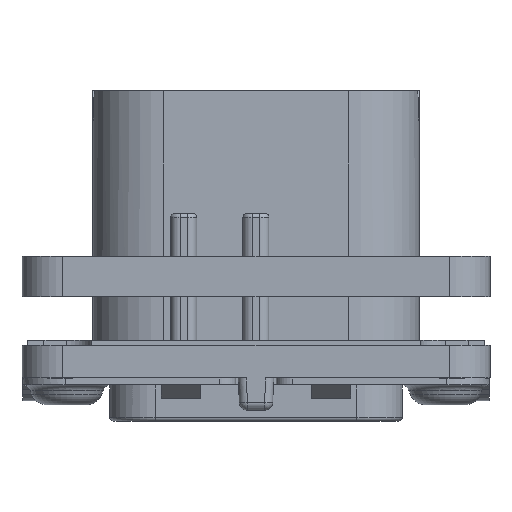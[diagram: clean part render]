
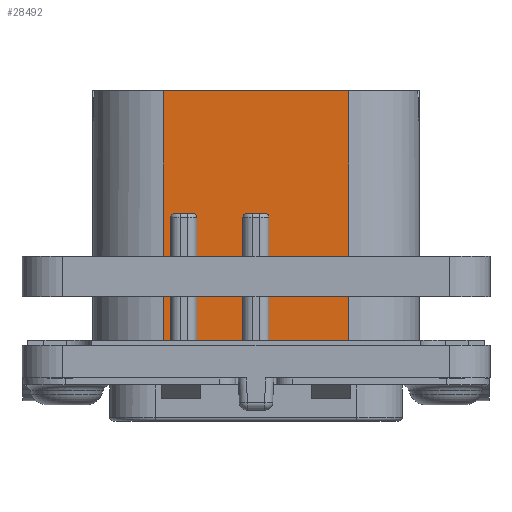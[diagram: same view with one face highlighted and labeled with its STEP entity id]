
A CAD part, front view. The second image highlights one B-rep face of the part: STEP entity #28492.
In plain terms, the highlighted planar face has unit normal (0, -1, 0).
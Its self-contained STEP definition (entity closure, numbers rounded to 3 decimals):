
#1176=DIRECTION('',(1.,0.,0.));
#1177=VECTOR('',#1176,11.4);
#1178=CARTESIAN_POINT('',(-5.7,-9.,17.67));
#1179=LINE('',#1178,#1177);
#5119=DIRECTION('',(1.,0.,0.));
#5120=VECTOR('',#5119,0.45);
#5121=CARTESIAN_POINT('',(-5.7,-9.,2.));
#5122=LINE('',#5121,#5120);
#5131=CARTESIAN_POINT('',(-5.,-9.,9.87));
#5132=DIRECTION('',(0.,1.,0.));
#5133=DIRECTION('',(-1.,0.,0.));
#5134=AXIS2_PLACEMENT_3D('',#5131,#5132,#5133);
#5163=CARTESIAN_POINT('',(-3.9,-9.,9.87));
#5164=DIRECTION('',(0.,1.,0.));
#5165=DIRECTION('',(0.,0.,1.));
#5166=AXIS2_PLACEMENT_3D('',#5163,#5164,#5165);
#5176=DIRECTION('',(0.,0.,1.));
#5177=VECTOR('',#5176,7.87);
#5178=CARTESIAN_POINT('',(0.8,-9.,2.));
#5179=LINE('',#5178,#5177);
#5180=DIRECTION('',(1.,0.,0.));
#5181=VECTOR('',#5180,1.1);
#5182=CARTESIAN_POINT('',(-0.55,-9.,10.12));
#5183=LINE('',#5182,#5181);
#5184=DIRECTION('',(0.,0.,1.));
#5185=VECTOR('',#5184,7.87);
#5186=CARTESIAN_POINT('',(-0.8,-9.,2.));
#5187=LINE('',#5186,#5185);
#5188=DIRECTION('',(0.,0.,1.));
#5189=VECTOR('',#5188,7.87);
#5190=CARTESIAN_POINT('',(-3.65,-9.,2.));
#5191=LINE('',#5190,#5189);
#5192=DIRECTION('',(1.,0.,0.));
#5193=VECTOR('',#5192,1.1);
#5194=CARTESIAN_POINT('',(-5.,-9.,10.12));
#5195=LINE('',#5194,#5193);
#5196=DIRECTION('',(0.,0.,1.));
#5197=VECTOR('',#5196,7.87);
#5198=CARTESIAN_POINT('',(-5.25,-9.,2.));
#5199=LINE('',#5198,#5197);
#5200=DIRECTION('',(0.,0.,-1.));
#5201=VECTOR('',#5200,15.67);
#5202=CARTESIAN_POINT('',(-5.7,-9.,17.67));
#5203=LINE('',#5202,#5201);
#5204=DIRECTION('',(0.,0.,-1.));
#5205=VECTOR('',#5204,15.67);
#5206=CARTESIAN_POINT('',(5.7,-9.,17.67));
#5207=LINE('',#5206,#5205);
#5221=CARTESIAN_POINT('',(0.55,-9.,9.87));
#5222=DIRECTION('',(0.,1.,0.));
#5223=DIRECTION('',(0.,0.,1.));
#5224=AXIS2_PLACEMENT_3D('',#5221,#5222,#5223);
#5263=CARTESIAN_POINT('',(-0.55,-9.,9.87));
#5264=DIRECTION('',(0.,1.,0.));
#5265=DIRECTION('',(-1.,0.,0.));
#5266=AXIS2_PLACEMENT_3D('',#5263,#5264,#5265);
#5354=DIRECTION('',(1.,0.,0.));
#5355=VECTOR('',#5354,4.9);
#5356=CARTESIAN_POINT('',(0.8,-9.,2.));
#5357=LINE('',#5356,#5355);
#11218=DIRECTION('',(1.,0.,0.));
#11219=VECTOR('',#11218,2.85);
#11220=CARTESIAN_POINT('',(-3.65,-9.,2.));
#11221=LINE('',#11220,#11219);
#18162=CARTESIAN_POINT('',(-5.7,-9.,17.67));
#18163=CARTESIAN_POINT('',(-5.7,-9.,2.));
#18164=VERTEX_POINT('',#18162);
#18165=VERTEX_POINT('',#18163);
#18166=CARTESIAN_POINT('',(5.7,-9.,17.67));
#18167=CARTESIAN_POINT('',(5.7,-9.,2.));
#18168=VERTEX_POINT('',#18166);
#18169=VERTEX_POINT('',#18167);
#18324=CARTESIAN_POINT('',(-5.25,-9.,2.));
#18325=VERTEX_POINT('',#18324);
#18326=CARTESIAN_POINT('',(-3.65,-9.,2.));
#18327=CARTESIAN_POINT('',(-0.8,-9.,2.));
#18328=VERTEX_POINT('',#18326);
#18329=VERTEX_POINT('',#18327);
#18330=CARTESIAN_POINT('',(0.8,-9.,2.));
#18331=VERTEX_POINT('',#18330);
#20791=CARTESIAN_POINT('',(-3.65,-9.,9.87));
#20793=VERTEX_POINT('',#20791);
#20795=CARTESIAN_POINT('',(-3.9,-9.,10.12));
#20797=VERTEX_POINT('',#20795);
#20818=CARTESIAN_POINT('',(-5.,-9.,10.12));
#20819=VERTEX_POINT('',#20818);
#20820=CARTESIAN_POINT('',(-5.25,-9.,9.87));
#20821=VERTEX_POINT('',#20820);
#20823=CARTESIAN_POINT('',(0.8,-9.,9.87));
#20825=VERTEX_POINT('',#20823);
#20827=CARTESIAN_POINT('',(0.55,-9.,10.12));
#20829=VERTEX_POINT('',#20827);
#20830=CARTESIAN_POINT('',(-0.55,-9.,10.12));
#20832=VERTEX_POINT('',#20830);
#20834=CARTESIAN_POINT('',(-0.8,-9.,9.87));
#20836=VERTEX_POINT('',#20834);
#28462=CARTESIAN_POINT('',(-10.05,-9.,2.));
#28463=DIRECTION('',(0.,-1.,0.));
#28464=DIRECTION('',(1.,0.,0.));
#28465=AXIS2_PLACEMENT_3D('',#28462,#28463,#28464);
#28466=PLANE('',#28465);
#28468=ORIENTED_EDGE('',*,*,#28467,.T.);
#28470=ORIENTED_EDGE('',*,*,#28469,.F.);
#28472=ORIENTED_EDGE('',*,*,#28471,.F.);
#28474=ORIENTED_EDGE('',*,*,#28473,.F.);
#28476=ORIENTED_EDGE('',*,*,#28475,.F.);
#28478=ORIENTED_EDGE('',*,*,#28477,.F.);
#28479=ORIENTED_EDGE('',*,*,#28453,.T.);
#28480=ORIENTED_EDGE('',*,*,#28442,.F.);
#28481=ORIENTED_EDGE('',*,*,#28427,.F.);
#28482=ORIENTED_EDGE('',*,*,#28408,.F.);
#28483=ORIENTED_EDGE('',*,*,#28393,.F.);
#28484=ORIENTED_EDGE('',*,*,#28378,.F.);
#28485=ORIENTED_EDGE('',*,*,#22817,.F.);
#28486=ORIENTED_EDGE('',*,*,#23002,.T.);
#28487=ORIENTED_EDGE('',*,*,#23260,.T.);
#28489=ORIENTED_EDGE('',*,*,#28488,.F.);
#28490=EDGE_LOOP('',(#28468,#28470,#28472,#28474,#28476,#28478,#28479,#28480,
#28481,#28482,#28483,#28484,#28485,#28486,#28487,#28489));
#28491=FACE_OUTER_BOUND('',#28490,.F.);
#28492=ADVANCED_FACE('',(#28491),#28466,.T.);
#5135=CIRCLE('',#5134,0.25);
#5167=CIRCLE('',#5166,0.25);
#5225=CIRCLE('',#5224,0.25);
#5267=CIRCLE('',#5266,0.25);
#22817=EDGE_CURVE('',#18164,#18165,#5203,.T.);
#23002=EDGE_CURVE('',#18164,#18168,#1179,.T.);
#23260=EDGE_CURVE('',#18168,#18169,#5207,.T.);
#28378=EDGE_CURVE('',#18165,#18325,#5122,.T.);
#28393=EDGE_CURVE('',#18325,#20821,#5199,.T.);
#28408=EDGE_CURVE('',#20821,#20819,#5135,.T.);
#28427=EDGE_CURVE('',#20819,#20797,#5195,.T.);
#28442=EDGE_CURVE('',#20797,#20793,#5167,.T.);
#28453=EDGE_CURVE('',#18328,#20793,#5191,.T.);
#28467=EDGE_CURVE('',#18331,#20825,#5179,.T.);
#28469=EDGE_CURVE('',#20829,#20825,#5225,.T.);
#28471=EDGE_CURVE('',#20832,#20829,#5183,.T.);
#28473=EDGE_CURVE('',#20836,#20832,#5267,.T.);
#28475=EDGE_CURVE('',#18329,#20836,#5187,.T.);
#28477=EDGE_CURVE('',#18328,#18329,#11221,.T.);
#28488=EDGE_CURVE('',#18331,#18169,#5357,.T.);
